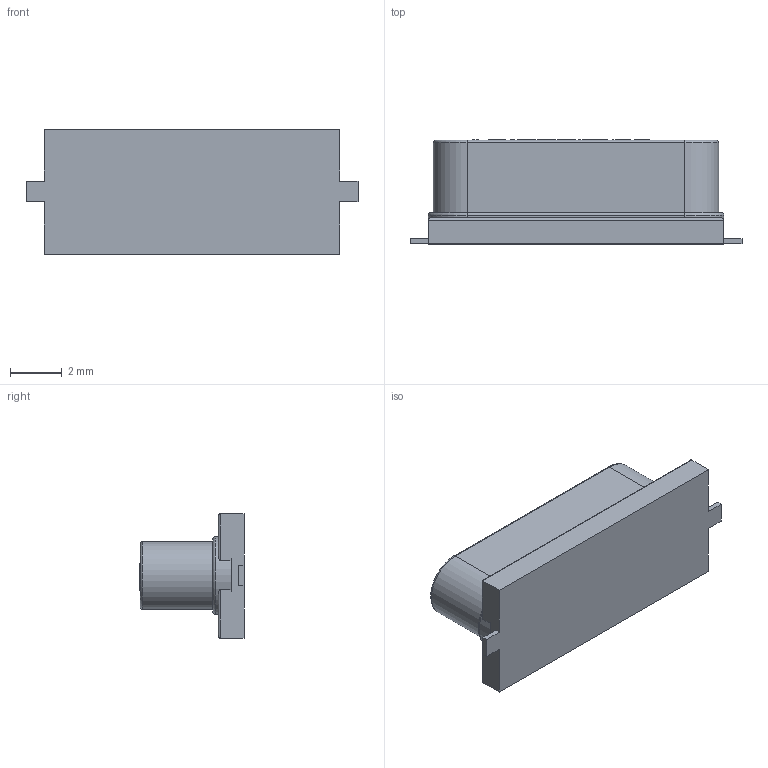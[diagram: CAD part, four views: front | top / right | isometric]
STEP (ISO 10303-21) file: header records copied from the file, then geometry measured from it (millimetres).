
FILE_DESCRIPTION (( 'STEP AP214' ), '1' );
FILE_NAME ('Áã¼þ.STEP', '2014-01-16T06:00:43', ( 'BT_YANFB_XUJUNRAN' ), ( '' ), 'SwSTEP 2.0', 'SolidWorks 2010', '' );
FILE_SCHEMA (( 'AUTOMOTIVE_DESIGN' ));
Length unit declared in the file: millimetre
Products named in the file (1): 錨璃
Bounding box: 12.8 x 4.01 x 4.8 mm (x, y, z)
Volume: 136 mm3; surface area: 240.9 mm2
Topology: 1 solids, 1 shells, 141 faces, 364 edges, 238 vertices
Faces by surface type: plane 82, bspline 37, cylinder 18, torus 4
Entity records: 9664 total; most frequent: CARTESIAN_POINT 5227, ORIENTED_EDGE 728, DIRECTION 522, EDGE_CURVE 364, VECTOR 252, LINE 252, VERTEX_POINT 238, EDGE_LOOP 154
